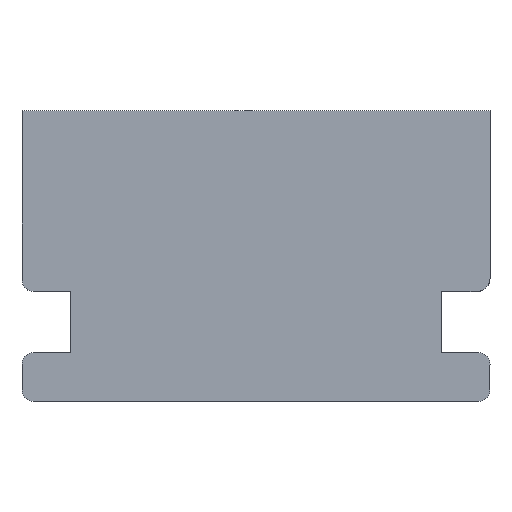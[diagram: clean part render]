
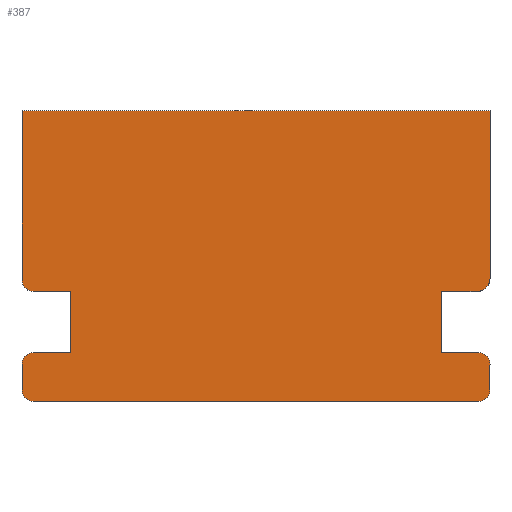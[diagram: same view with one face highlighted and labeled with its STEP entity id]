
A CAD part, top view. The second image highlights one B-rep face of the part: STEP entity #387.
In plain terms, the highlighted planar face has unit normal (0, 0, 1).
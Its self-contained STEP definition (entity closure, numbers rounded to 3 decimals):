
#16=CIRCLE('',#406,0.7);
#18=CIRCLE('',#410,0.7);
#20=CIRCLE('',#416,0.7);
#22=CIRCLE('',#422,0.8);
#24=CIRCLE('',#428,0.7);
#26=CIRCLE('',#432,0.7);
#51=FACE_OUTER_BOUND('',#71,.T.);
#71=EDGE_LOOP('',(#319,#320,#321,#322,#323,#324,#325,#326,#327,#328,#329,
#330,#331,#332,#333,#334,#335,#336));
#75=LINE('',#551,#117);
#79=LINE('',#563,#121);
#83=LINE('',#575,#125);
#86=LINE('',#581,#128);
#89=LINE('',#587,#131);
#93=LINE('',#599,#135);
#96=LINE('',#605,#138);
#99=LINE('',#611,#141);
#103=LINE('',#623,#145);
#106=LINE('',#629,#148);
#109=LINE('',#635,#151);
#113=LINE('',#647,#155);
#117=VECTOR('',#441,10.);
#121=VECTOR('',#453,10.);
#125=VECTOR('',#465,10.);
#128=VECTOR('',#470,10.);
#131=VECTOR('',#475,10.);
#135=VECTOR('',#487,10.);
#138=VECTOR('',#492,10.);
#141=VECTOR('',#497,10.);
#145=VECTOR('',#509,10.);
#148=VECTOR('',#514,10.);
#151=VECTOR('',#519,10.);
#155=VECTOR('',#531,10.);
#159=VERTEX_POINT('',#548);
#160=VERTEX_POINT('',#550);
#162=VERTEX_POINT('',#556);
#164=VERTEX_POINT('',#562);
#166=VERTEX_POINT('',#568);
#168=VERTEX_POINT('',#574);
#170=VERTEX_POINT('',#580);
#172=VERTEX_POINT('',#586);
#174=VERTEX_POINT('',#592);
#176=VERTEX_POINT('',#598);
#178=VERTEX_POINT('',#604);
#180=VERTEX_POINT('',#610);
#182=VERTEX_POINT('',#616);
#184=VERTEX_POINT('',#622);
#186=VERTEX_POINT('',#628);
#188=VERTEX_POINT('',#634);
#190=VERTEX_POINT('',#640);
#192=VERTEX_POINT('',#646);
#195=EDGE_CURVE('',#160,#159,#75,.T.);
#198=EDGE_CURVE('',#162,#160,#16,.T.);
#201=EDGE_CURVE('',#164,#162,#79,.T.);
#204=EDGE_CURVE('',#166,#164,#18,.T.);
#207=EDGE_CURVE('',#168,#166,#83,.T.);
#210=EDGE_CURVE('',#170,#168,#86,.T.);
#213=EDGE_CURVE('',#172,#170,#89,.T.);
#216=EDGE_CURVE('',#174,#172,#20,.T.);
#219=EDGE_CURVE('',#176,#174,#93,.T.);
#222=EDGE_CURVE('',#178,#176,#96,.T.);
#225=EDGE_CURVE('',#180,#178,#99,.T.);
#228=EDGE_CURVE('',#182,#180,#22,.T.);
#231=EDGE_CURVE('',#184,#182,#103,.T.);
#234=EDGE_CURVE('',#186,#184,#106,.T.);
#237=EDGE_CURVE('',#188,#186,#109,.T.);
#240=EDGE_CURVE('',#190,#188,#24,.T.);
#243=EDGE_CURVE('',#192,#190,#113,.T.);
#246=EDGE_CURVE('',#159,#192,#26,.T.);
#319=ORIENTED_EDGE('',*,*,#246,.T.);
#320=ORIENTED_EDGE('',*,*,#243,.T.);
#321=ORIENTED_EDGE('',*,*,#240,.T.);
#322=ORIENTED_EDGE('',*,*,#237,.T.);
#323=ORIENTED_EDGE('',*,*,#234,.T.);
#324=ORIENTED_EDGE('',*,*,#231,.T.);
#325=ORIENTED_EDGE('',*,*,#228,.T.);
#326=ORIENTED_EDGE('',*,*,#225,.T.);
#327=ORIENTED_EDGE('',*,*,#222,.T.);
#328=ORIENTED_EDGE('',*,*,#219,.T.);
#329=ORIENTED_EDGE('',*,*,#216,.T.);
#330=ORIENTED_EDGE('',*,*,#213,.T.);
#331=ORIENTED_EDGE('',*,*,#210,.T.);
#332=ORIENTED_EDGE('',*,*,#207,.T.);
#333=ORIENTED_EDGE('',*,*,#204,.T.);
#334=ORIENTED_EDGE('',*,*,#201,.T.);
#335=ORIENTED_EDGE('',*,*,#198,.T.);
#336=ORIENTED_EDGE('',*,*,#195,.T.);
#367=PLANE('',#433);
#387=ADVANCED_FACE('',(#51),#367,.T.);
#406=AXIS2_PLACEMENT_3D('',#557,#447,#448);
#410=AXIS2_PLACEMENT_3D('',#569,#459,#460);
#416=AXIS2_PLACEMENT_3D('',#593,#481,#482);
#422=AXIS2_PLACEMENT_3D('',#617,#503,#504);
#428=AXIS2_PLACEMENT_3D('',#641,#525,#526);
#432=AXIS2_PLACEMENT_3D('',#651,#537,#538);
#433=AXIS2_PLACEMENT_3D('',#652,#539,#540);
#441=DIRECTION('',(1.,0.,0.));
#447=DIRECTION('center_axis',(0.,0.,1.));
#448=DIRECTION('ref_axis',(-1.,0.,0.));
#453=DIRECTION('',(0.,-1.,0.));
#459=DIRECTION('center_axis',(0.,0.,1.));
#460=DIRECTION('ref_axis',(0.,1.,0.));
#465=DIRECTION('',(-1.,0.,0.));
#470=DIRECTION('',(0.,-1.,0.));
#475=DIRECTION('',(1.,0.,0.));
#481=DIRECTION('center_axis',(0.,0.,1.));
#482=DIRECTION('ref_axis',(-1.,0.,0.));
#487=DIRECTION('',(0.,-1.,0.));
#492=DIRECTION('',(-1.,0.,0.));
#497=DIRECTION('',(0.,1.,0.));
#503=DIRECTION('center_axis',(0.,0.,1.));
#504=DIRECTION('ref_axis',(0.,-1.,0.));
#509=DIRECTION('',(1.,0.,0.));
#514=DIRECTION('',(0.,1.,0.));
#519=DIRECTION('',(-1.,0.,0.));
#525=DIRECTION('center_axis',(0.,0.,1.));
#526=DIRECTION('ref_axis',(1.,0.,0.));
#531=DIRECTION('',(0.,1.,0.));
#537=DIRECTION('center_axis',(0.,0.,1.));
#538=DIRECTION('ref_axis',(0.,-1.,0.));
#539=DIRECTION('center_axis',(0.,0.,1.));
#540=DIRECTION('ref_axis',(1.,0.,0.));
#548=CARTESIAN_POINT('',(130.272,2.613,4.));
#550=CARTESIAN_POINT('',(102.672,2.613,4.));
#551=CARTESIAN_POINT('',(104.972,2.613,4.));
#556=CARTESIAN_POINT('',(101.972,3.313,4.));
#557=CARTESIAN_POINT('Origin',(102.672,3.313,4.));
#562=CARTESIAN_POINT('',(101.972,4.913,4.));
#563=CARTESIAN_POINT('',(101.972,3.313,4.));
#568=CARTESIAN_POINT('',(102.672,5.613,4.));
#569=CARTESIAN_POINT('Origin',(102.672,4.913,4.));
#574=CARTESIAN_POINT('',(104.972,5.613,4.));
#575=CARTESIAN_POINT('',(102.672,5.613,4.));
#580=CARTESIAN_POINT('',(104.972,9.413,4.));
#581=CARTESIAN_POINT('',(104.972,5.613,4.));
#586=CARTESIAN_POINT('',(102.672,9.413,4.));
#587=CARTESIAN_POINT('',(104.972,9.413,4.));
#592=CARTESIAN_POINT('',(101.972,10.113,4.));
#593=CARTESIAN_POINT('Origin',(102.672,10.113,4.));
#598=CARTESIAN_POINT('',(101.972,20.613,4.));
#599=CARTESIAN_POINT('',(101.972,10.113,4.));
#604=CARTESIAN_POINT('',(130.972,20.613,4.));
#605=CARTESIAN_POINT('',(101.972,20.613,4.));
#610=CARTESIAN_POINT('',(130.972,10.213,4.));
#611=CARTESIAN_POINT('',(130.972,20.613,4.));
#616=CARTESIAN_POINT('',(130.172,9.413,4.));
#617=CARTESIAN_POINT('Origin',(130.172,10.213,4.));
#622=CARTESIAN_POINT('',(127.972,9.413,4.));
#623=CARTESIAN_POINT('',(130.172,9.413,4.));
#628=CARTESIAN_POINT('',(127.972,5.613,4.));
#629=CARTESIAN_POINT('',(127.972,5.613,4.));
#634=CARTESIAN_POINT('',(130.272,5.613,4.));
#635=CARTESIAN_POINT('',(130.272,5.613,4.));
#640=CARTESIAN_POINT('',(130.972,4.913,4.));
#641=CARTESIAN_POINT('Origin',(130.272,4.913,4.));
#646=CARTESIAN_POINT('',(130.972,3.313,4.));
#647=CARTESIAN_POINT('',(130.972,3.313,4.));
#651=CARTESIAN_POINT('Origin',(130.272,3.313,4.));
#652=CARTESIAN_POINT('Origin',(-1.651,-68.692,4.));
